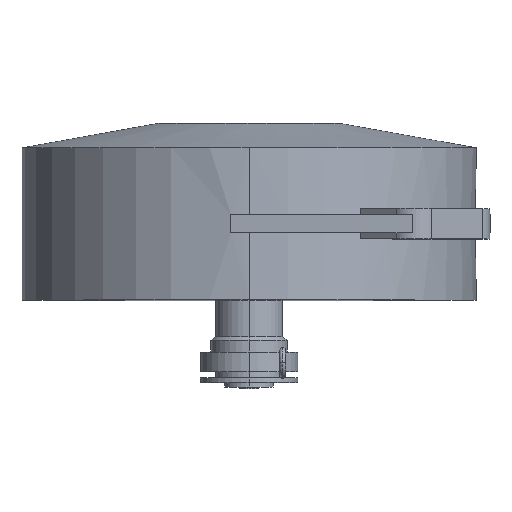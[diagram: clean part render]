
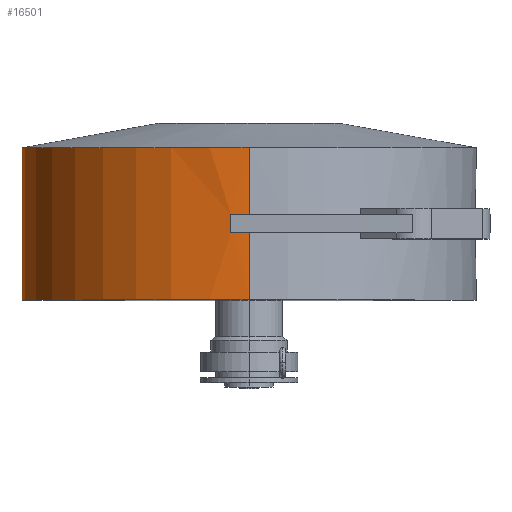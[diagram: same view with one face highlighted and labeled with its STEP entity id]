
A CAD part, top view. The second image highlights one B-rep face of the part: STEP entity #16501.
In plain terms, the highlighted cylindrical face has radius 74.5 mm (diameter 149 mm), a partial arc.
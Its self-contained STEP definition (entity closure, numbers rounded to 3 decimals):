
#217 = VECTOR ( 'NONE', #14221, 1000. ) ;
#292 = CARTESIAN_POINT ( 'NONE',  ( 0., -25., 0. ) ) ;
#858 = DIRECTION ( 'NONE',  ( 0., 1., 0. ) ) ;
#1108 = DIRECTION ( 'NONE',  ( 0., -1., 0. ) ) ;
#1139 = DIRECTION ( 'NONE',  ( 0., 0., -1. ) ) ;
#1587 = ORIENTED_EDGE ( 'NONE', *, *, #18963, .T. ) ;
#2255 = CARTESIAN_POINT ( 'NONE',  ( 0., 3., 74.5 ) ) ;
#2916 = CARTESIAN_POINT ( 'NONE',  ( 0., -3., 0. ) ) ;
#3253 = VERTEX_POINT ( 'NONE', #13871 ) ;
#3540 = AXIS2_PLACEMENT_3D ( 'NONE', #9924, #17162, #6149 ) ;
#3855 = DIRECTION ( 'NONE',  ( 0., 0., -1. ) ) ;
#4458 = VERTEX_POINT ( 'NONE', #15857 ) ;
#4896 = DIRECTION ( 'NONE',  ( 0., 0., -1. ) ) ;
#5118 = ORIENTED_EDGE ( 'NONE', *, *, #11693, .T. ) ;
#5136 = LINE ( 'NONE', #21398, #7156 ) ;
#5207 = CARTESIAN_POINT ( 'NONE',  ( 0., -59.4, -74.5 ) ) ;
#5447 = VERTEX_POINT ( 'NONE', #14548 ) ;
#5740 = CIRCLE ( 'NONE', #17661, 74.5 ) ;
#5829 = DIRECTION ( 'NONE',  ( 0., 1., 0. ) ) ;
#5855 = VERTEX_POINT ( 'NONE', #2255 ) ;
#6029 = VECTOR ( 'NONE', #6120, 1000. ) ;
#6120 = DIRECTION ( 'NONE',  ( 0., -1., 0. ) ) ;
#6149 = DIRECTION ( 'NONE',  ( 0., 0., -1. ) ) ;
#6807 = CARTESIAN_POINT ( 'NONE',  ( -5.971, -3., 74.26 ) ) ;
#7156 = VECTOR ( 'NONE', #1108, 1000. ) ;
#7414 = CYLINDRICAL_SURFACE ( 'NONE', #17705, 74.5 ) ;
#8326 = DIRECTION ( 'NONE',  ( 0., -1., 0. ) ) ;
#9032 = ORIENTED_EDGE ( 'NONE', *, *, #13233, .T. ) ;
#9148 = LINE ( 'NONE', #11618, #12315 ) ;
#9183 = AXIS2_PLACEMENT_3D ( 'NONE', #9466, #15097, #3855 ) ;
#9466 = CARTESIAN_POINT ( 'NONE',  ( 0., 25., 0. ) ) ;
#9514 = ORIENTED_EDGE ( 'NONE', *, *, #18807, .T. ) ;
#9523 = DIRECTION ( 'NONE',  ( 0., 0., -1. ) ) ;
#9654 = CARTESIAN_POINT ( 'NONE',  ( -5.971, 3., 74.26 ) ) ;
#9924 = CARTESIAN_POINT ( 'NONE',  ( 0., 25., 0. ) ) ;
#9999 = LINE ( 'NONE', #5207, #217 ) ;
#10206 = CARTESIAN_POINT ( 'NONE',  ( 0., -25., -74.5 ) ) ;
#10466 = EDGE_CURVE ( 'NONE', #12433, #5855, #17863, .T. ) ;
#10510 = ORIENTED_EDGE ( 'NONE', *, *, #16349, .F. ) ;
#10644 = ORIENTED_EDGE ( 'NONE', *, *, #15725, .T. ) ;
#11487 = ORIENTED_EDGE ( 'NONE', *, *, #10466, .T. ) ;
#11618 = CARTESIAN_POINT ( 'NONE',  ( -5.971, -59.4, 74.26 ) ) ;
#11693 = EDGE_CURVE ( 'NONE', #14388, #3253, #5740, .T. ) ;
#12086 = LINE ( 'NONE', #16970, #6029 ) ;
#12201 = EDGE_CURVE ( 'NONE', #4458, #3253, #12086, .T. ) ;
#12315 = VECTOR ( 'NONE', #858, 1000. ) ;
#12433 = VERTEX_POINT ( 'NONE', #9654 ) ;
#12758 = VERTEX_POINT ( 'NONE', #13673 ) ;
#13233 = EDGE_CURVE ( 'NONE', #13300, #12758, #16093, .T. ) ;
#13300 = VERTEX_POINT ( 'NONE', #16634 ) ;
#13673 = CARTESIAN_POINT ( 'NONE',  ( 0., 25., -74.5 ) ) ;
#13836 = ORIENTED_EDGE ( 'NONE', *, *, #20991, .T. ) ;
#13871 = CARTESIAN_POINT ( 'NONE',  ( 0., -25., 74.5 ) ) ;
#13913 = CARTESIAN_POINT ( 'NONE',  ( 0., 3., 0. ) ) ;
#14071 = DIRECTION ( 'NONE',  ( 0., 1., 0. ) ) ;
#14221 = DIRECTION ( 'NONE',  ( 0., -1., 0. ) ) ;
#14346 = FACE_OUTER_BOUND ( 'NONE', #15329, .T. ) ;
#14388 = VERTEX_POINT ( 'NONE', #10206 ) ;
#14548 = CARTESIAN_POINT ( 'NONE',  ( 0., 25., 74.5 ) ) ;
#15097 = DIRECTION ( 'NONE',  ( 0., -1., 0. ) ) ;
#15329 = EDGE_LOOP ( 'NONE', ( #10510, #13836, #9032, #1587, #5118, #18719, #9514, #10644, #11487 ) ) ;
#15725 = EDGE_CURVE ( 'NONE', #21651, #12433, #9148, .T. ) ;
#15759 = DIRECTION ( 'NONE',  ( 0., -1., 0. ) ) ;
#15802 = CIRCLE ( 'NONE', #3540, 74.5 ) ;
#15857 = CARTESIAN_POINT ( 'NONE',  ( 0., -3., 74.5 ) ) ;
#16093 = CIRCLE ( 'NONE', #9183, 74.5 ) ;
#16349 = EDGE_CURVE ( 'NONE', #5447, #5855, #5136, .T. ) ;
#16501 = ADVANCED_FACE ( 'NONE', ( #14346 ), #7414, .T. ) ;
#16634 = CARTESIAN_POINT ( 'NONE',  ( -74.5, 25., 0. ) ) ;
#16970 = CARTESIAN_POINT ( 'NONE',  ( 0., -59.4, 74.5 ) ) ;
#17162 = DIRECTION ( 'NONE',  ( 0., -1., 0. ) ) ;
#17661 = AXIS2_PLACEMENT_3D ( 'NONE', #292, #5829, #9523 ) ;
#17705 = AXIS2_PLACEMENT_3D ( 'NONE', #19368, #8326, #19610 ) ;
#17863 = CIRCLE ( 'NONE', #18428, 74.5 ) ;
#18428 = AXIS2_PLACEMENT_3D ( 'NONE', #13913, #14071, #4896 ) ;
#18719 = ORIENTED_EDGE ( 'NONE', *, *, #12201, .F. ) ;
#18807 = EDGE_CURVE ( 'NONE', #4458, #21651, #19816, .T. ) ;
#18963 = EDGE_CURVE ( 'NONE', #12758, #14388, #9999, .T. ) ;
#19368 = CARTESIAN_POINT ( 'NONE',  ( 0., -59.4, 0. ) ) ;
#19610 = DIRECTION ( 'NONE',  ( 0., 0., -1. ) ) ;
#19816 = CIRCLE ( 'NONE', #20630, 74.5 ) ;
#20630 = AXIS2_PLACEMENT_3D ( 'NONE', #2916, #15759, #1139 ) ;
#20991 = EDGE_CURVE ( 'NONE', #5447, #13300, #15802, .T. ) ;
#21398 = CARTESIAN_POINT ( 'NONE',  ( 0., -59.4, 74.5 ) ) ;
#21651 = VERTEX_POINT ( 'NONE', #6807 ) ;
